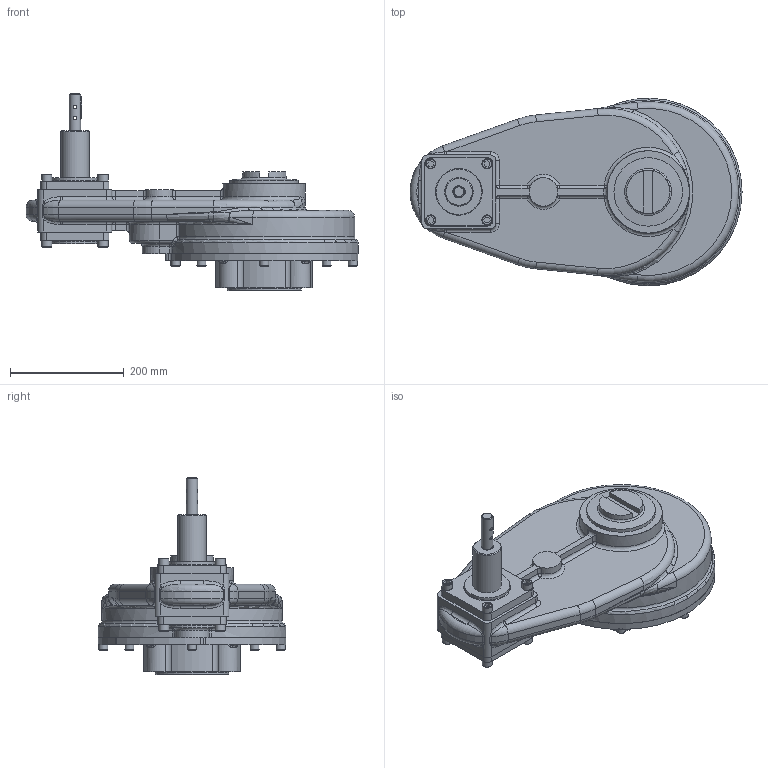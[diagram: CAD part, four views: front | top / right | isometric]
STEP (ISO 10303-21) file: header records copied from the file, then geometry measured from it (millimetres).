
FILE_DESCRIPTION( ( 'Unknown' ), '1' );
FILE_NAME( 'PUB-HOS8-15-F16.stp', 'Unknown', ( 'Unknown' ), ( 'Unknown' ), 'PSStep 16.0.42', 'Unknown', ' ' );
FILE_SCHEMA( ( 'AUTOMOTIVE_DESIGN { 1 0 10303 214 1 1 1 1 }' ) );
Length unit declared in the file: millimetre
Products named in the file (28): 1; 2; 3; 4; 5; 6; 7; 8; 9; 10; 11; 12; 13; 14; 15; 16; 17; 18; 19; 20; 21; 22; 23; 24; 25; 26; 27; 28
Bounding box: 584.05 x 330 x 347.1 mm (x, y, z)
Surface area: 625063.9 mm2 (no closed solid volume)
Topology: 0 solids, 570 shells, 570 faces, 2600 edges, 2508 vertices
Faces by surface type: plane 212, cylinder 152, torus 103, bspline 60, cone 25, sphere 18
Full cylindrical faces by diameter (mm): 6 x2, 16 x8, 16.299 x4, 18 x8, 20 x1, 50 x3, 80 x2, 90.15 x1, 120.65 x1, 129.95 x1, 139.98 x1, 145 x1
Entity records: 45498 total; most frequent: CARTESIAN_POINT 20998, DIRECTION 4447, ORIENTED_EDGE 2483, EDGE_CURVE 2483, VERTEX_POINT 2483, AXIS2_PLACEMENT_3D 1684, CIRCLE 1126, LINE 1079
